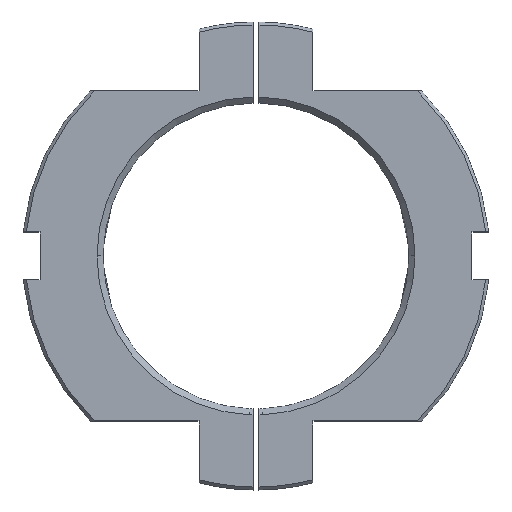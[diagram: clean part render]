
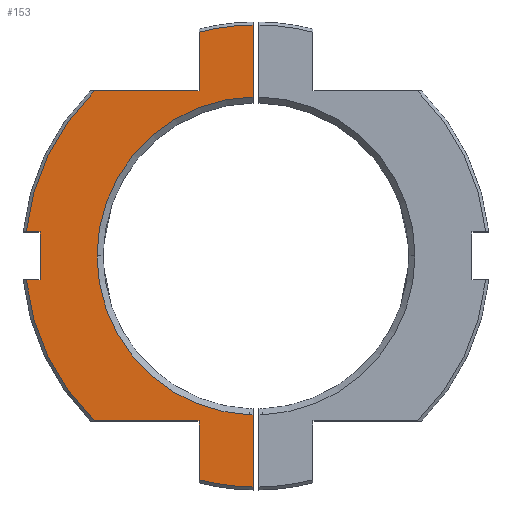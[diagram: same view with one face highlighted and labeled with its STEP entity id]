
A CAD part, top view. The second image highlights one B-rep face of the part: STEP entity #153.
In plain terms, the highlighted planar face has unit normal (0, 0, 1).
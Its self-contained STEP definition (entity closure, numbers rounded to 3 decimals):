
#153 = ADVANCED_FACE( '', ( #260 ), #261, .F. );
#260 = FACE_OUTER_BOUND( '', #416, .T. );
#261 = PLANE( '', #417 );
#416 = EDGE_LOOP( '', ( #744, #745, #746, #747, #748, #749, #750, #751, #752, #753, #754, #755, #756, #757, #758, #759 ) );
#417 = AXIS2_PLACEMENT_3D( '', #760, #761, #762 );
#744 = ORIENTED_EDGE( '', *, *, #1150, .T. );
#745 = ORIENTED_EDGE( '', *, *, #1140, .T. );
#746 = ORIENTED_EDGE( '', *, *, #1093, .T. );
#747 = ORIENTED_EDGE( '', *, *, #1129, .T. );
#748 = ORIENTED_EDGE( '', *, *, #1134, .T. );
#749 = ORIENTED_EDGE( '', *, *, #1135, .T. );
#750 = ORIENTED_EDGE( '', *, *, #1118, .T. );
#751 = ORIENTED_EDGE( '', *, *, #1104, .T. );
#752 = ORIENTED_EDGE( '', *, *, #1172, .T. );
#753 = ORIENTED_EDGE( '', *, *, #1166, .T. );
#754 = ORIENTED_EDGE( '', *, *, #1176, .T. );
#755 = ORIENTED_EDGE( '', *, *, #1177, .T. );
#756 = ORIENTED_EDGE( '', *, *, #1180, .T. );
#757 = ORIENTED_EDGE( '', *, *, #1184, .T. );
#758 = ORIENTED_EDGE( '', *, *, #1144, .T. );
#759 = ORIENTED_EDGE( '', *, *, #1153, .T. );
#760 = CARTESIAN_POINT( '', ( 0., 0., 0. ) );
#761 = DIRECTION( '', ( 0., 0., -1. ) );
#762 = DIRECTION( '', ( -0.039, -0.999, 0. ) );
#1093 = EDGE_CURVE( '', #1282, #1283, #1284, .T. );
#1104 = EDGE_CURVE( '', #1299, #1303, #1305, .F. );
#1118 = EDGE_CURVE( '', #1330, #1299, #1331, .T. );
#1129 = EDGE_CURVE( '', #1283, #1345, #1347, .T. );
#1134 = EDGE_CURVE( '', #1345, #1353, #1355, .T. );
#1135 = EDGE_CURVE( '', #1353, #1330, #1356, .T. );
#1140 = EDGE_CURVE( '', #1360, #1282, #1363, .F. );
#1144 = EDGE_CURVE( '', #1365, #1369, #1371, .F. );
#1150 = EDGE_CURVE( '', #1380, #1360, #1381, .T. );
#1153 = EDGE_CURVE( '', #1369, #1380, #1385, .T. );
#1166 = EDGE_CURVE( '', #1408, #1406, #1409, .T. );
#1172 = EDGE_CURVE( '', #1303, #1408, #1418, .T. );
#1176 = EDGE_CURVE( '', #1406, #1421, #1423, .F. );
#1177 = EDGE_CURVE( '', #1421, #1424, #1425, .T. );
#1180 = EDGE_CURVE( '', #1424, #1429, #1430, .T. );
#1184 = EDGE_CURVE( '', #1429, #1365, #1435, .T. );
#1282 = VERTEX_POINT( '', #1596 );
#1283 = VERTEX_POINT( '', #1597 );
#1284 = LINE( '', #1598, #1599 );
#1299 = VERTEX_POINT( '', #1625 );
#1303 = VERTEX_POINT( '', #1632 );
#1305 = CIRCLE( '', #1637, 38.5 );
#1330 = VERTEX_POINT( '', #1721 );
#1331 = LINE( '', #1722, #1723 );
#1345 = VERTEX_POINT( '', #1750 );
#1347 = LINE( '', #1753, #1754 );
#1353 = VERTEX_POINT( '', #1763 );
#1355 = CIRCLE( '', #1766, 26.5 );
#1356 = CIRCLE( '', #1767, 26.505 );
#1360 = VERTEX_POINT( '', #1773 );
#1363 = CIRCLE( '', #1779, 38.5 );
#1365 = VERTEX_POINT( '', #1781 );
#1369 = VERTEX_POINT( '', #1788 );
#1371 = CIRCLE( '', #1793, 38.5 );
#1380 = VERTEX_POINT( '', #1806 );
#1381 = LINE( '', #1807, #1808 );
#1385 = LINE( '', #1814, #1815 );
#1406 = VERTEX_POINT( '', #1851 );
#1408 = VERTEX_POINT( '', #1856 );
#1409 = LINE( '', #1857, #1858 );
#1418 = LINE( '', #1870, #1871 );
#1421 = VERTEX_POINT( '', #1876 );
#1423 = CIRCLE( '', #1881, 38.5 );
#1424 = VERTEX_POINT( '', #1882 );
#1425 = LINE( '', #1883, #1884 );
#1429 = VERTEX_POINT( '', #1890 );
#1430 = LINE( '', #1891, #1892 );
#1435 = LINE( '', #1900, #1901 );
#1596 = CARTESIAN_POINT( '', ( -0.5, -38.497, 0. ) );
#1597 = CARTESIAN_POINT( '', ( -0.5, -26.501, 0. ) );
#1598 = CARTESIAN_POINT( '', ( -0.5, -38.997, 0. ) );
#1599 = VECTOR( '', #2217, 1000. );
#1625 = CARTESIAN_POINT( '', ( -0.5, 38.497, 0. ) );
#1632 = CARTESIAN_POINT( '', ( -9.5, 37.31, 0. ) );
#1637 = AXIS2_PLACEMENT_3D( '', #2226, #2227, #2228 );
#1721 = CARTESIAN_POINT( '', ( -0.5, 26.5, 0. ) );
#1722 = CARTESIAN_POINT( '', ( -0.5, 25.5, 0. ) );
#1723 = VECTOR( '', #2252, 1000. );
#1750 = CARTESIAN_POINT( '', ( -1.039, -26.48, 0. ) );
#1753 = CARTESIAN_POINT( '', ( -1.039, -26.48, 0. ) );
#1754 = VECTOR( '', #2264, 1000. );
#1763 = CARTESIAN_POINT( '', ( -26.5, 0., 0. ) );
#1766 = AXIS2_PLACEMENT_3D( '', #2272, #2273, #2274 );
#1767 = AXIS2_PLACEMENT_3D( '', #2275, #2276, #2277 );
#1773 = CARTESIAN_POINT( '', ( -9.5, -37.31, 0. ) );
#1779 = AXIS2_PLACEMENT_3D( '', #2283, #2284, #2285 );
#1781 = CARTESIAN_POINT( '', ( -38.292, -4., 0. ) );
#1788 = CARTESIAN_POINT( '', ( -26.944, -27.5, 0. ) );
#1793 = AXIS2_PLACEMENT_3D( '', #2289, #2290, #2291 );
#1806 = CARTESIAN_POINT( '', ( -9.5, -27.5, 0. ) );
#1807 = CARTESIAN_POINT( '', ( -9.5, -27.5, 0. ) );
#1808 = VECTOR( '', #2302, 1000. );
#1814 = CARTESIAN_POINT( '', ( -27.654, -27.5, 0. ) );
#1815 = VECTOR( '', #2305, 1000. );
#1851 = CARTESIAN_POINT( '', ( -26.944, 27.5, 0. ) );
#1856 = CARTESIAN_POINT( '', ( -9.5, 27.5, 0. ) );
#1857 = CARTESIAN_POINT( '', ( -9.5, 27.5, 0. ) );
#1858 = VECTOR( '', #2321, 1000. );
#1870 = CARTESIAN_POINT( '', ( -9.5, 37.825, 0. ) );
#1871 = VECTOR( '', #2331, 1000. );
#1876 = CARTESIAN_POINT( '', ( -38.292, 4., 0. ) );
#1881 = AXIS2_PLACEMENT_3D( '', #2334, #2335, #2336 );
#1882 = CARTESIAN_POINT( '', ( -36., 4., 0. ) );
#1883 = CARTESIAN_POINT( '', ( -38.794, 4., 0. ) );
#1884 = VECTOR( '', #2337, 1000. );
#1890 = CARTESIAN_POINT( '', ( -36., -4., 0. ) );
#1891 = CARTESIAN_POINT( '', ( -36., 4., 0. ) );
#1892 = VECTOR( '', #2340, 1000. );
#1900 = CARTESIAN_POINT( '', ( -36., -4., 0. ) );
#1901 = VECTOR( '', #2344, 1000. );
#2217 = DIRECTION( '', ( 0., 1., 0. ) );
#2226 = CARTESIAN_POINT( '', ( 0., 0., 0. ) );
#2227 = DIRECTION( '', ( 0., 0., -1. ) );
#2228 = DIRECTION( '', ( -1., 0., 0. ) );
#2252 = DIRECTION( '', ( 0., 1., 0. ) );
#2264 = DIRECTION( '', ( -0.999, 0.039, 0. ) );
#2272 = CARTESIAN_POINT( '', ( 0., 0., 0. ) );
#2273 = DIRECTION( '', ( 0., 0., -1. ) );
#2274 = DIRECTION( '', ( -1., 0., 0. ) );
#2275 = CARTESIAN_POINT( '', ( 0.005, 0., 0. ) );
#2276 = DIRECTION( '', ( 0., 0., -1. ) );
#2277 = DIRECTION( '', ( -1., 0., 0. ) );
#2283 = CARTESIAN_POINT( '', ( 0., 0., 0. ) );
#2284 = DIRECTION( '', ( 0., 0., -1. ) );
#2285 = DIRECTION( '', ( -1., 0., 0. ) );
#2289 = CARTESIAN_POINT( '', ( 0., 0., 0. ) );
#2290 = DIRECTION( '', ( 0., 0., -1. ) );
#2291 = DIRECTION( '', ( -1., 0., 0. ) );
#2302 = DIRECTION( '', ( 0., -1., 0. ) );
#2305 = DIRECTION( '', ( 1., 0., 0. ) );
#2321 = DIRECTION( '', ( -1., 0., 0. ) );
#2331 = DIRECTION( '', ( 0., -1., 0. ) );
#2334 = CARTESIAN_POINT( '', ( 0., 0., 0. ) );
#2335 = DIRECTION( '', ( 0., 0., -1. ) );
#2336 = DIRECTION( '', ( -1., 0., 0. ) );
#2337 = DIRECTION( '', ( 1., 0., 0. ) );
#2340 = DIRECTION( '', ( 0., -1., 0. ) );
#2344 = DIRECTION( '', ( -1., 0., 0. ) );
